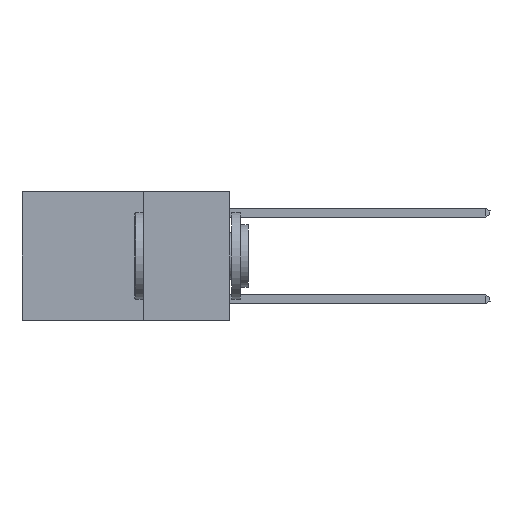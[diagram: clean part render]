
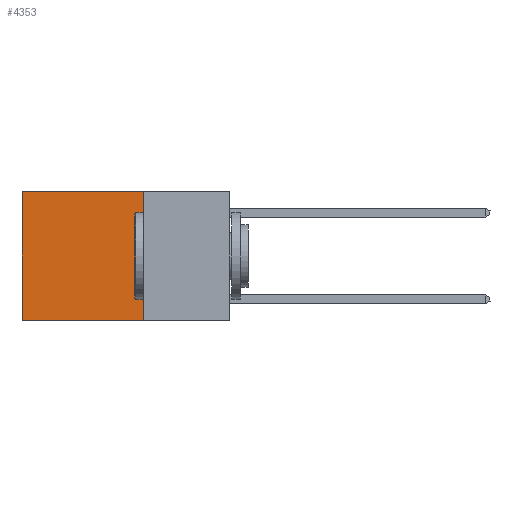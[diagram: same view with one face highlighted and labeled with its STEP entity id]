
A CAD part, left-side view. The second image highlights one B-rep face of the part: STEP entity #4353.
In plain terms, the highlighted planar face has unit normal (-1, 0, 0).
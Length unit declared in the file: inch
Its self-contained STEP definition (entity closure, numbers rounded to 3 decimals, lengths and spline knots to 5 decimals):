
#317 = FACE_OUTER_BOUND ( 'NONE', #10371, .T. ) ;
#1154 = LINE ( 'NONE', #6083, #6125 ) ;
#1784 = PLANE ( 'NONE',  #5949 ) ;
#2251 = DIRECTION ( 'NONE',  ( 0., 1., 0. ) ) ;
#2297 = VECTOR ( 'NONE', #19831, 39.37008 ) ;
#2949 = CARTESIAN_POINT ( 'NONE',  ( 0.2625, 0.25, 0. ) ) ;
#3689 = EDGE_CURVE ( 'NONE', #8452, #11853, #8885, .T. ) ;
#4059 = VERTEX_POINT ( 'NONE', #13060 ) ;
#4162 = ORIENTED_EDGE ( 'NONE', *, *, #9468, .T. ) ;
#4353 = ADVANCED_FACE ( 'NONE', ( #317 ), #1784, .F. ) ;
#5259 = ORIENTED_EDGE ( 'NONE', *, *, #3689, .F. ) ;
#5949 = AXIS2_PLACEMENT_3D ( 'NONE', #2949, #17322, #9372 ) ;
#6083 = CARTESIAN_POINT ( 'NONE',  ( 0.2625, 0.25, -0.37 ) ) ;
#6125 = VECTOR ( 'NONE', #16885, 39.37008 ) ;
#8452 = VERTEX_POINT ( 'NONE', #19574 ) ;
#8616 = CARTESIAN_POINT ( 'NONE',  ( 0.2625, 0.6, 0. ) ) ;
#8665 = ORIENTED_EDGE ( 'NONE', *, *, #13638, .F. ) ;
#8885 = LINE ( 'NONE', #9195, #10584 ) ;
#8996 = CARTESIAN_POINT ( 'NONE',  ( 0.2625, 0.25, 0. ) ) ;
#9037 = LINE ( 'NONE', #8616, #2297 ) ;
#9195 = CARTESIAN_POINT ( 'NONE',  ( 0.2625, 0.25, 0. ) ) ;
#9372 = DIRECTION ( 'NONE',  ( 0., 0., -1. ) ) ;
#9468 = EDGE_CURVE ( 'NONE', #13156, #4059, #9037, .T. ) ;
#10371 = EDGE_LOOP ( 'NONE', ( #4162, #8665, #5259, #10678 ) ) ;
#10553 = LINE ( 'NONE', #8996, #16848 ) ;
#10584 = VECTOR ( 'NONE', #12124, 39.37008 ) ;
#10678 = ORIENTED_EDGE ( 'NONE', *, *, #12503, .T. ) ;
#11853 = VERTEX_POINT ( 'NONE', #18478 ) ;
#12124 = DIRECTION ( 'NONE',  ( 0., 0., -1. ) ) ;
#12503 = EDGE_CURVE ( 'NONE', #8452, #13156, #10553, .T. ) ;
#13060 = CARTESIAN_POINT ( 'NONE',  ( 0.2625, 0.6, -0.37 ) ) ;
#13156 = VERTEX_POINT ( 'NONE', #16913 ) ;
#13638 = EDGE_CURVE ( 'NONE', #11853, #4059, #1154, .T. ) ;
#16848 = VECTOR ( 'NONE', #2251, 39.37008 ) ;
#16885 = DIRECTION ( 'NONE',  ( 0., 1., 0. ) ) ;
#16913 = CARTESIAN_POINT ( 'NONE',  ( 0.2625, 0.6, 0. ) ) ;
#17322 = DIRECTION ( 'NONE',  ( 1., 0., 0. ) ) ;
#18478 = CARTESIAN_POINT ( 'NONE',  ( 0.2625, 0.25, -0.37 ) ) ;
#19574 = CARTESIAN_POINT ( 'NONE',  ( 0.2625, 0.25, 0. ) ) ;
#19831 = DIRECTION ( 'NONE',  ( 0., 0., -1. ) ) ;
